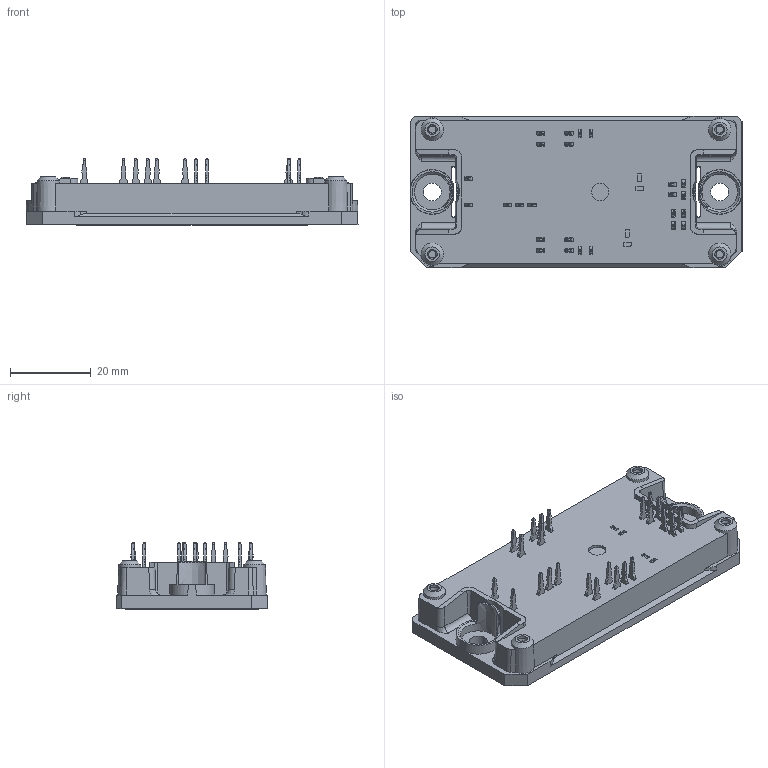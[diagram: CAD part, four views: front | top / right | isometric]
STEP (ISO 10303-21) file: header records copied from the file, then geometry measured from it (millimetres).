
FILE_DESCRIPTION(/* description */ ('Unknown'),/* implementation_level */ '2;1');
FILE_NAME(/* name */ 'Flow1-4T12TC-PG00(250)-01-OL',/* time_stamp */ '2022-11-28T10:08:37+01:00',/* author */ ('Unknown'),/* organization */ ('Unknown'),/* preprocessor_version */ 'ST-DEVELOPER v18.1',/* originating_system */ 'Solid Edge',/* authorisation */ 'Unknown');
FILE_SCHEMA (('AUTOMOTIVE_DESIGN {1 0 10303 214 3 1 1}'));
Length unit declared in the file: millimetre
Products named in the file (1): Flow1-4T12TC-PG00-OL
Bounding box: 82 x 37.4 x 16.53 mm (x, y, z)
Volume: 25980.2 mm3; surface area: 11554.5 mm2
Topology: 1 solids, 1 shells, 1336 faces, 3749 edges, 2473 vertices
Faces by surface type: plane 734, cylinder 423, bspline 117, cone 50, sphere 8, torus 4
Full cylindrical faces by diameter (mm): 2.4 x4, 4.3 x1, 4.4 x2
Entity records: 54893 total; most frequent: CARTESIAN_POINT 11678, ORIENTED_EDGE 7392, DIRECTION 6730, EDGE_CURVE 3696, VERTEX_POINT 2454, LINE 2346, VECTOR 2346, AXIS2_PLACEMENT_3D 2192
